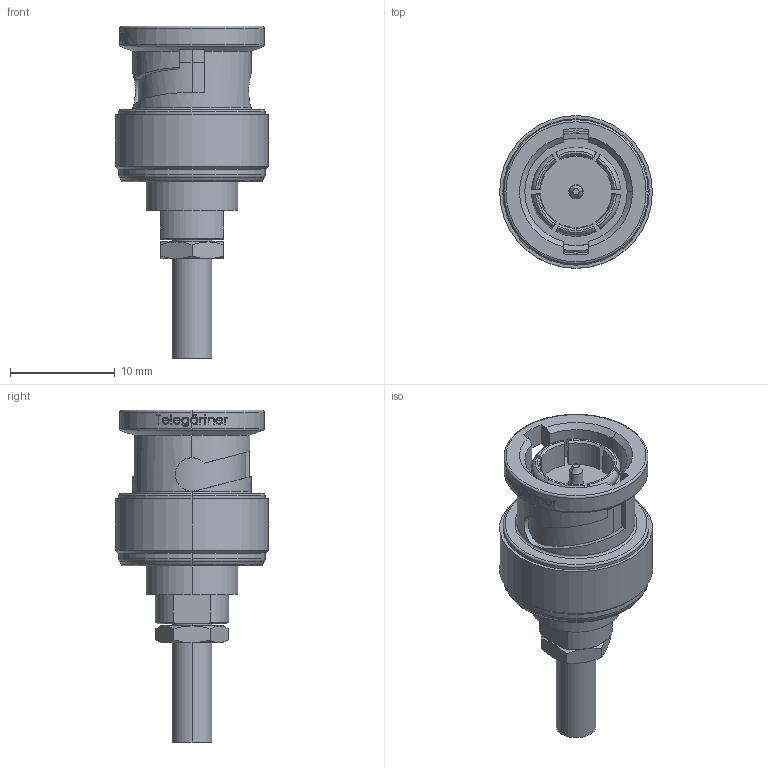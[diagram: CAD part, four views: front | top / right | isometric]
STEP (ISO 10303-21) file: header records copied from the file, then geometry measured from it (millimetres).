
FILE_DESCRIPTION (( 'STEP AP214' ), '1' );
FILE_NAME ('J01002A0051.STEP', '2018-11-19T07:37:16', ( '' ), ( '' ), 'SwSTEP 2.0', 'SolidWorks 2017', '' );
FILE_SCHEMA (( 'AUTOMOTIVE_DESIGN' ));
Length unit declared in the file: millimetre
Products named in the file (1): J01002A0051
Bounding box: 14.6 x 14.6 x 31.75 mm (x, y, z)
Volume: 2127.9 mm3; surface area: 1663.1 mm2
Topology: 1 solids, 1 shells, 317 faces, 814 edges, 530 vertices
Faces by surface type: plane 111, bspline 78, cylinder 70, cone 40, torus 18
Entity records: 16064 total; most frequent: CARTESIAN_POINT 5490, ORIENTED_EDGE 1628, DIRECTION 1240, EDGE_CURVE 814, VERTEX_POINT 530, AXIS2_PLACEMENT_3D 445, EDGE_LOOP 352, VECTOR 350
